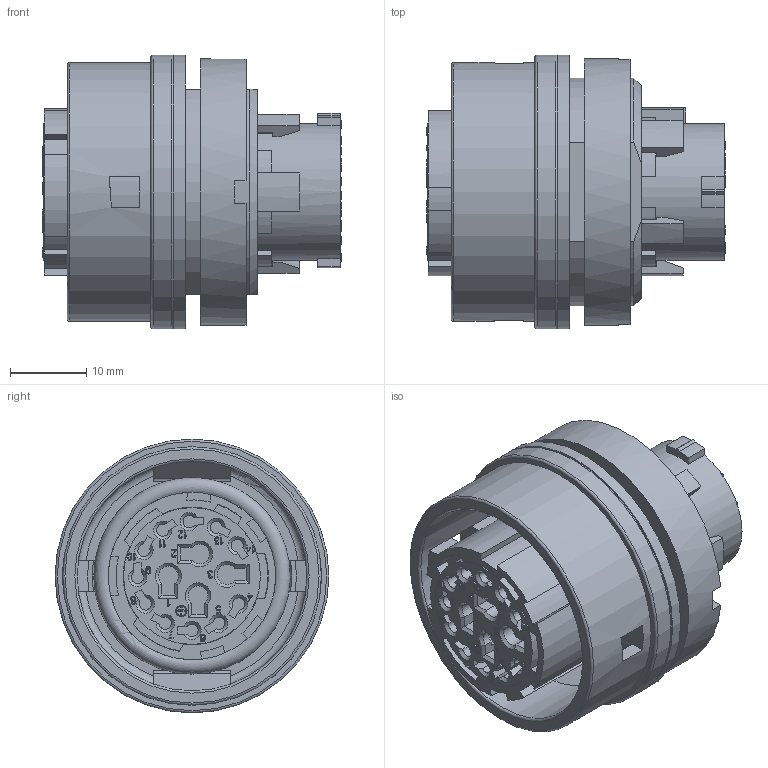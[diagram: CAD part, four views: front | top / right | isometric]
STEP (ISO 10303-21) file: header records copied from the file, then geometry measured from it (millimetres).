
FILE_DESCRIPTION(/* description */ (''),/* implementation_level */ '2;1');
FILE_NAME(/* name */ 'c016 10n014 006 1nxc001-01.stp',/* time_stamp */ '2019-07-08T09:40:50+02:00',/* author */ (''),/* organization */ (''),/* preprocessor_version */ 'ST-DEVELOPER v16.7',/* originating_system */ 'SIEMENS PLM Software NX 12.0',/* authorisation */ '');
FILE_SCHEMA (('AUTOMOTIVE_DESIGN { 1 0 10303 214 3 1 1 1 }'));
Length unit declared in the file: millimetre
Products named in the file (1): c016 10n014 006 1nxc001-01
Bounding box: 39.4 x 36 x 36 mm (x, y, z)
Volume: 20996.3 mm3; surface area: 12400.1 mm2
Topology: 1 solids, 2 shells, 829 faces, 2158 edges, 1428 vertices
Faces by surface type: plane 575, extrusion 112, cylinder 107, cone 23, torus 12
Full cylindrical faces by diameter (mm): 1.3 x2, 1.5 x2, 18 x2, 22 x2, 30.2 x1, 34 x1, 35 x1, 36 x2
Entity records: 28367 total; most frequent: CARTESIAN_POINT 9102, ORIENTED_EDGE 4254, DIRECTION 3341, EDGE_CURVE 2127, VERTEX_POINT 1419, VECTOR 1273, LINE 1161, AXIS2_PLACEMENT_3D 1034
